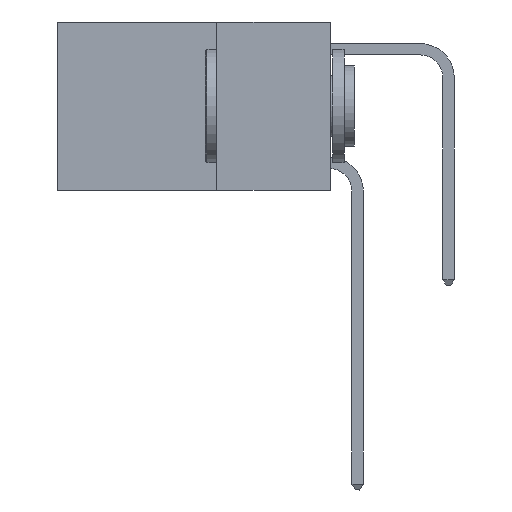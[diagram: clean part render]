
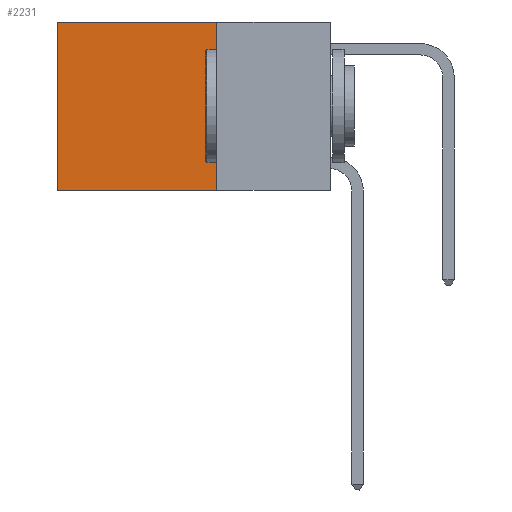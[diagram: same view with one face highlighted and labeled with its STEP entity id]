
A CAD part, left-side view. The second image highlights one B-rep face of the part: STEP entity #2231.
In plain terms, the highlighted planar face has unit normal (-1, 0, 0).
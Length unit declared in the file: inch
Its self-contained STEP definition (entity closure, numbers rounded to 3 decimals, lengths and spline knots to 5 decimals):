
#477 = CARTESIAN_POINT ( 'NONE',  ( 0.2625, 0.25, 0. ) ) ;
#689 = CARTESIAN_POINT ( 'NONE',  ( 0.2625, 0.6, 0. ) ) ;
#839 = DIRECTION ( 'NONE',  ( 0., 1., 0. ) ) ;
#1071 = LINE ( 'NONE', #12858, #11727 ) ;
#1096 = AXIS2_PLACEMENT_3D ( 'NONE', #1188, #17198, #14088 ) ;
#1188 = CARTESIAN_POINT ( 'NONE',  ( 0.2625, 0.25, 0. ) ) ;
#1845 = ORIENTED_EDGE ( 'NONE', *, *, #7201, .T. ) ;
#1885 = LINE ( 'NONE', #6261, #15315 ) ;
#2231 = ADVANCED_FACE ( 'NONE', ( #12037 ), #7504, .F. ) ;
#2287 = LINE ( 'NONE', #13035, #5395 ) ;
#3278 = VERTEX_POINT ( 'NONE', #689 ) ;
#4715 = VERTEX_POINT ( 'NONE', #5978 ) ;
#5395 = VECTOR ( 'NONE', #15763, 39.37008 ) ;
#5978 = CARTESIAN_POINT ( 'NONE',  ( 0.2625, 0.25, 0. ) ) ;
#6261 = CARTESIAN_POINT ( 'NONE',  ( 0.2625, 0.25, 0. ) ) ;
#7201 = EDGE_CURVE ( 'NONE', #3278, #12154, #2287, .T. ) ;
#7504 = PLANE ( 'NONE',  #1096 ) ;
#7580 = ORIENTED_EDGE ( 'NONE', *, *, #15981, .F. ) ;
#7860 = CARTESIAN_POINT ( 'NONE',  ( 0.2625, 0.6, -0.37 ) ) ;
#8209 = ORIENTED_EDGE ( 'NONE', *, *, #12031, .F. ) ;
#8474 = DIRECTION ( 'NONE',  ( 0., 1., 0. ) ) ;
#8968 = DIRECTION ( 'NONE',  ( 0., 0., -1. ) ) ;
#9164 = LINE ( 'NONE', #477, #15953 ) ;
#10024 = ORIENTED_EDGE ( 'NONE', *, *, #11071, .T. ) ;
#11071 = EDGE_CURVE ( 'NONE', #4715, #3278, #9164, .T. ) ;
#11727 = VECTOR ( 'NONE', #839, 39.37008 ) ;
#12031 = EDGE_CURVE ( 'NONE', #4715, #13039, #1885, .T. ) ;
#12037 = FACE_OUTER_BOUND ( 'NONE', #12042, .T. ) ;
#12042 = EDGE_LOOP ( 'NONE', ( #1845, #7580, #8209, #10024 ) ) ;
#12154 = VERTEX_POINT ( 'NONE', #7860 ) ;
#12858 = CARTESIAN_POINT ( 'NONE',  ( 0.2625, 0.25, -0.37 ) ) ;
#13035 = CARTESIAN_POINT ( 'NONE',  ( 0.2625, 0.6, 0. ) ) ;
#13039 = VERTEX_POINT ( 'NONE', #13648 ) ;
#13648 = CARTESIAN_POINT ( 'NONE',  ( 0.2625, 0.25, -0.37 ) ) ;
#14088 = DIRECTION ( 'NONE',  ( 0., 0., -1. ) ) ;
#15315 = VECTOR ( 'NONE', #8968, 39.37008 ) ;
#15763 = DIRECTION ( 'NONE',  ( 0., 0., -1. ) ) ;
#15953 = VECTOR ( 'NONE', #8474, 39.37008 ) ;
#15981 = EDGE_CURVE ( 'NONE', #13039, #12154, #1071, .T. ) ;
#17198 = DIRECTION ( 'NONE',  ( 1., 0., 0. ) ) ;
